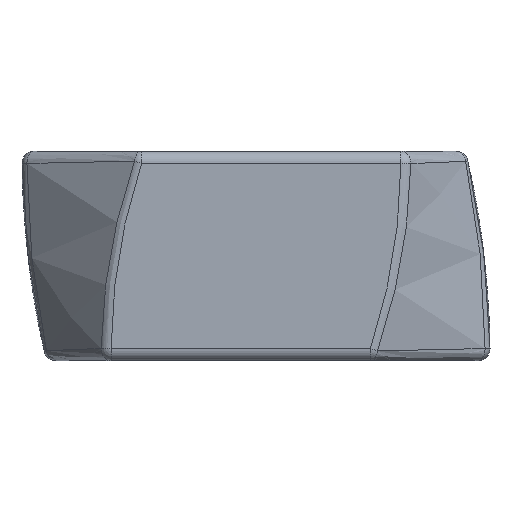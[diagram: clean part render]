
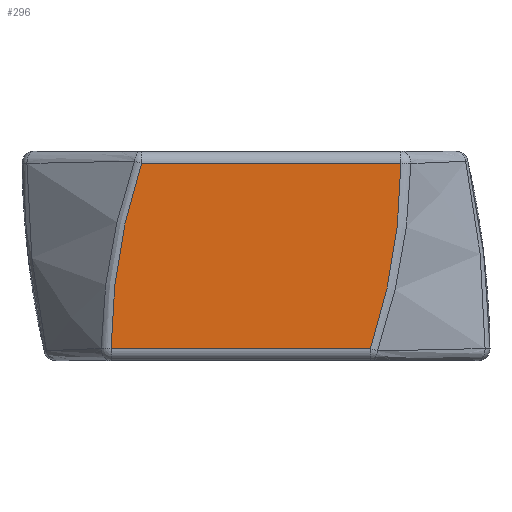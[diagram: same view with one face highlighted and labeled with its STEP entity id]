
A CAD part, front view. The second image highlights one B-rep face of the part: STEP entity #296.
In plain terms, the highlighted planar face has unit normal (0, -1, 0).
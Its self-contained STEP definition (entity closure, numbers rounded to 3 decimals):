
#129 = CARTESIAN_POINT ( 'NONE',  ( 4.668, 0., -3.775 ) ) ;
#178 = CARTESIAN_POINT ( 'NONE',  ( 18.943, 0., -4.275 ) ) ;
#183 = CARTESIAN_POINT ( 'NONE',  ( -5.475, 0., 1.341 ) ) ;
#296 = ADVANCED_FACE ( 'NONE', ( #2759 ), #1287, .F. ) ;
#299 = ORIENTED_EDGE ( 'NONE', *, *, #1276, .T. ) ;
#350 = LINE ( 'NONE', #1185, #421 ) ;
#361 = VERTEX_POINT ( 'NONE', #1939 ) ;
#414 = AXIS2_PLACEMENT_3D ( 'NONE', #178, #2096, #828 ) ;
#421 = VECTOR ( 'NONE', #2509, 1000. ) ;
#464 = CARTESIAN_POINT ( 'NONE',  ( 4.668, 0., -3.775 ) ) ;
#560 = B_SPLINE_CURVE_WITH_KNOTS ( 'NONE', 3,
 ( #464, #915, #2466, #1366 ),
 .UNSPECIFIED., .F., .F.,
 ( 4, 4 ),
 ( 0., 0.008 ),
 .UNSPECIFIED. ) ;
#711 = CARTESIAN_POINT ( 'NONE',  ( -4.668, 0., 3.775 ) ) ;
#719 = VERTEX_POINT ( 'NONE', #129 ) ;
#760 = EDGE_CURVE ( 'NONE', #361, #2494, #2740, .T. ) ;
#828 = DIRECTION ( 'NONE',  ( 0., 0., 1. ) ) ;
#846 = ORIENTED_EDGE ( 'NONE', *, *, #760, .T. ) ;
#915 = CARTESIAN_POINT ( 'NONE',  ( 5.475, 0., -1.341 ) ) ;
#1067 = CARTESIAN_POINT ( 'NONE',  ( -5.897, 0., -1.211 ) ) ;
#1173 = EDGE_CURVE ( 'NONE', #2749, #719, #350, .T. ) ;
#1177 = EDGE_LOOP ( 'NONE', ( #299, #2555, #2366, #846 ) ) ;
#1185 = CARTESIAN_POINT ( 'NONE',  ( 4.675, 0., -3.775 ) ) ;
#1276 = EDGE_CURVE ( 'NONE', #2494, #2749, #2379, .T. ) ;
#1280 = CARTESIAN_POINT ( 'NONE',  ( -4.668, 0., 3.775 ) ) ;
#1287 = PLANE ( 'NONE',  #414 ) ;
#1366 = CARTESIAN_POINT ( 'NONE',  ( 5.912, 0., 3.775 ) ) ;
#1655 = CARTESIAN_POINT ( 'NONE',  ( -5.912, 0., -3.775 ) ) ;
#1719 = CARTESIAN_POINT ( 'NONE',  ( -5.912, 0., -3.775 ) ) ;
#1734 = DIRECTION ( 'NONE',  ( -1., 0., 0. ) ) ;
#1911 = EDGE_CURVE ( 'NONE', #719, #361, #560, .T. ) ;
#1939 = CARTESIAN_POINT ( 'NONE',  ( 5.912, 0., 3.775 ) ) ;
#2096 = DIRECTION ( 'NONE',  ( 0., 1., 0. ) ) ;
#2366 = ORIENTED_EDGE ( 'NONE', *, *, #1911, .T. ) ;
#2379 = B_SPLINE_CURVE_WITH_KNOTS ( 'NONE', 3,
 ( #1280, #183, #1067, #1719 ),
 .UNSPECIFIED., .F., .F.,
 ( 4, 4 ),
 ( 0., 0.008 ),
 .UNSPECIFIED. ) ;
#2466 = CARTESIAN_POINT ( 'NONE',  ( 5.897, 0., 1.211 ) ) ;
#2494 = VERTEX_POINT ( 'NONE', #711 ) ;
#2509 = DIRECTION ( 'NONE',  ( 1., 0., 0. ) ) ;
#2555 = ORIENTED_EDGE ( 'NONE', *, *, #1173, .T. ) ;
#2600 = CARTESIAN_POINT ( 'NONE',  ( -4.675, 0., 3.775 ) ) ;
#2602 = VECTOR ( 'NONE', #1734, 1000. ) ;
#2740 = LINE ( 'NONE', #2600, #2602 ) ;
#2749 = VERTEX_POINT ( 'NONE', #1655 ) ;
#2759 = FACE_OUTER_BOUND ( 'NONE', #1177, .T. ) ;
